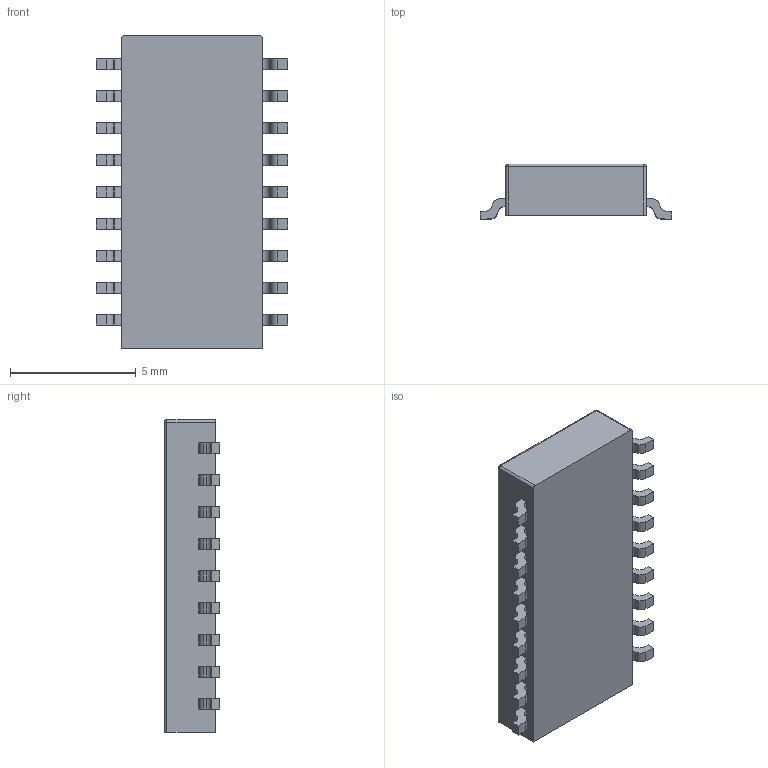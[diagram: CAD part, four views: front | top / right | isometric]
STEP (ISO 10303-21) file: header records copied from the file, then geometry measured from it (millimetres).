
FILE_DESCRIPTION((''),'2;1');
FILE_NAME('4820P','2012-08-22T',('ryans'),('Bourns, Inc.'),'PRO/ENGINEER BY PARAMETRIC TECHNOLOGY CORPORATION, 2010100','PRO/ENGINEER BY PARAMETRIC TECHNOLOGY CORPORATION, 2010100','');
FILE_SCHEMA(('CONFIG_CONTROL_DESIGN'));
Length unit declared in the file: millimetre
Products named in the file (1): 4820P
Bounding box: 7.62 x 2.2 x 12.45 mm (x, y, z)
Volume: 144.4 mm3; surface area: 245.5 mm2
Topology: 1 solids, 1 shells, 247 faces, 675 edges, 448 vertices
Faces by surface type: plane 168, cylinder 77, sphere 2
Entity records: 7833 total; most frequent: CARTESIAN_POINT 1370, ORIENTED_EDGE 1350, DIRECTION 1323, EDGE_CURVE 675, VECTOR 521, LINE 521, VERTEX_POINT 448, AXIS2_PLACEMENT_3D 401
